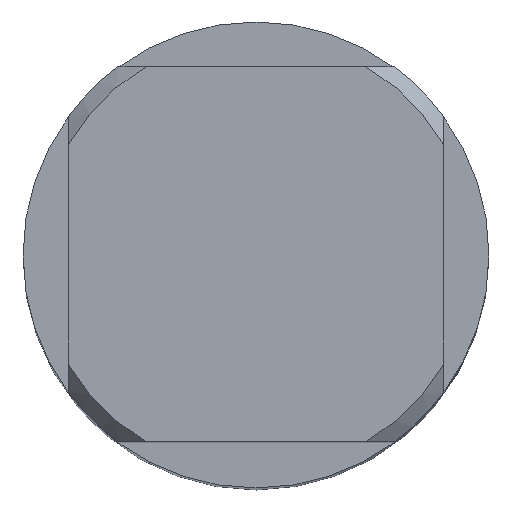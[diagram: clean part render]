
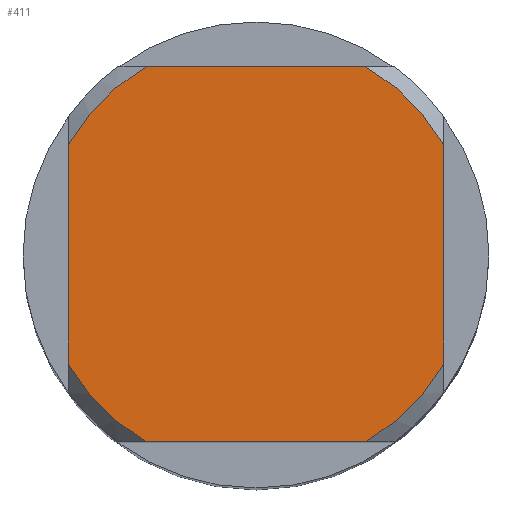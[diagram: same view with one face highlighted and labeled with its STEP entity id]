
A CAD part, top view. The second image highlights one B-rep face of the part: STEP entity #411.
In plain terms, the highlighted planar face has unit normal (0, 0, 1).
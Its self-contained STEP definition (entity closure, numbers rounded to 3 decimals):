
#221=VERTEX_POINT('',#571);
#223=VERTEX_POINT('',#573);
#233=VERTEX_POINT('',#584);
#237=VERTEX_POINT('',#588);
#265=VERTEX_POINT('',#617);
#273=EDGE_CURVE('',#483,#221,#625,.T.);
#293=EDGE_CURVE('',#265,#223,#647,.T.);
#301=VERTEX_POINT('',#655);
#311=EDGE_CURVE('',#483,#233,#666,.T.);
#351=EDGE_CURVE('',#301,#233,#713,.T.);
#359=EDGE_CURVE('',#237,#505,#721,.T.);
#379=EDGE_CURVE('',#301,#505,#744,.T.);
#411=ADVANCED_FACE('',(#777),#778,.T.);
#449=EDGE_CURVE('',#265,#221,#817,.T.);
#483=VERTEX_POINT('',#855);
#485=EDGE_CURVE('',#237,#223,#857,.T.);
#505=VERTEX_POINT('',#877);
#571=CARTESIAN_POINT('',(-14.5,-8.485,0.0));
#573=CARTESIAN_POINT('',(-8.485,14.5,0.0));
#584=CARTESIAN_POINT('',(8.485,-14.5,0.0));
#588=CARTESIAN_POINT('',(8.485,14.5,0.0));
#617=CARTESIAN_POINT('',(-14.5,8.485,0.0));
#625=CIRCLE('',#1091,16.8);
#647=CIRCLE('',#1174,16.8);
#655=CARTESIAN_POINT('',(14.5,-8.485,0.0));
#666=LINE('',#1262,#1263);
#713=CIRCLE('',#1377,16.8);
#721=CIRCLE('',#1400,16.8);
#744=LINE('',#1454,#1455);
#777=FACE_OUTER_BOUND('',#1498,.T.);
#778=PLANE('',#1499);
#817=LINE('',#1594,#1595);
#855=CARTESIAN_POINT('',(-8.485,-14.5,0.0));
#857=LINE('',#1698,#1699);
#877=CARTESIAN_POINT('',(14.5,8.485,0.0));
#1091=AXIS2_PLACEMENT_3D('',#1900,#1901,#1902);
#1174=AXIS2_PLACEMENT_3D('',#1941,#1942,#1943);
#1262=CARTESIAN_POINT('',(0.0,-14.5,0.0));
#1263=VECTOR('',#1955,1.0);
#1377=AXIS2_PLACEMENT_3D('',#2042,#2043,#2044);
#1400=AXIS2_PLACEMENT_3D('',#2047,#2048,#2049);
#1454=CARTESIAN_POINT('',(14.5,4.2,0.0));
#1455=VECTOR('',#2080,1.0);
#1498=EDGE_LOOP('',(#2099,#2100,#2101,#2102,#2103,#2104,#2105,#2106));
#1499=AXIS2_PLACEMENT_3D('',#2107,#2108,#2109);
#1594=CARTESIAN_POINT('',(-14.5,4.2,0.0));
#1595=VECTOR('',#2126,1.0);
#1698=CARTESIAN_POINT('',(0.0,14.5,0.0));
#1699=VECTOR('',#2173,1.0);
#1900=CARTESIAN_POINT('',(0.0,0.0,0.0));
#1901=DIRECTION('',(0.0,0.0,-1.0));
#1902=DIRECTION('',(0.0,1.0,0.0));
#1941=CARTESIAN_POINT('',(0.0,0.0,0.0));
#1942=DIRECTION('',(0.0,0.0,-1.0));
#1943=DIRECTION('',(0.0,1.0,0.0));
#1955=DIRECTION('',(1.0,0.0,0.0));
#2042=CARTESIAN_POINT('',(0.0,0.0,0.0));
#2043=DIRECTION('',(0.0,0.0,-1.0));
#2044=DIRECTION('',(0.0,1.0,0.0));
#2047=CARTESIAN_POINT('',(0.0,0.0,0.0));
#2048=DIRECTION('',(0.0,0.0,-1.0));
#2049=DIRECTION('',(0.0,1.0,0.0));
#2080=DIRECTION('',(-0.0,1.0,0.0));
#2099=ORIENTED_EDGE('',*,*,#449,.T.);
#2100=ORIENTED_EDGE('',*,*,#273,.F.);
#2101=ORIENTED_EDGE('',*,*,#311,.T.);
#2102=ORIENTED_EDGE('',*,*,#351,.F.);
#2103=ORIENTED_EDGE('',*,*,#379,.T.);
#2104=ORIENTED_EDGE('',*,*,#359,.F.);
#2105=ORIENTED_EDGE('',*,*,#485,.T.);
#2106=ORIENTED_EDGE('',*,*,#293,.F.);
#2107=CARTESIAN_POINT('',(0.0,8.4,0.0));
#2108=DIRECTION('',(-0.0,0.0,1.0));
#2109=DIRECTION('',(0.0,-1.0,0.0));
#2126=DIRECTION('',(-0.0,-1.0,0.0));
#2173=DIRECTION('',(-1.0,0.0,0.0));
